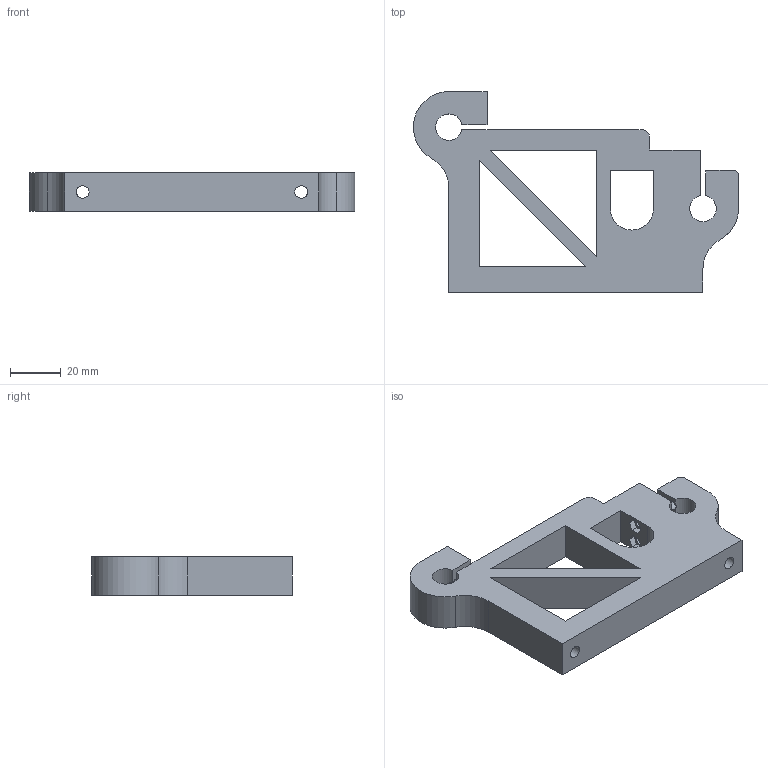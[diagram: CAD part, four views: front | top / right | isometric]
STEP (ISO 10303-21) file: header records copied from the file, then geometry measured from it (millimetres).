
FILE_DESCRIPTION(('FreeCAD Model'),'2;1');
FILE_NAME('x_right_holder_A.step','2015-04-07T12:24:16',('Author'),(''), 'Open CASCADE STEP processor 6.8','FreeCAD','Unknown');
FILE_SCHEMA(('AUTOMOTIVE_DESIGN_CC2 { 1 2 10303 214 -1 1 5 4 }'));
Length unit declared in the file: millimetre
Products named in the file (1): x_right_holder_A
Bounding box: 127.96 x 79 x 15 mm (x, y, z)
Volume: 68916.2 mm3; surface area: 24930.8 mm2
Topology: 1 solids, 1 shells, 54 faces, 199 edges, 141 vertices
Faces by surface type: plane 38, cylinder 16
Full cylindrical faces by diameter (mm): 4 x4, 5 x3
Entity records: 6183 total; most frequent: CARTESIAN_POINT 2449, DIRECTION 619, ORIENTED_EDGE 398, PCURVE 398, DEFINITIONAL_REPRESENTATION 398, LINE 385, VECTOR 385, EDGE_CURVE 199
